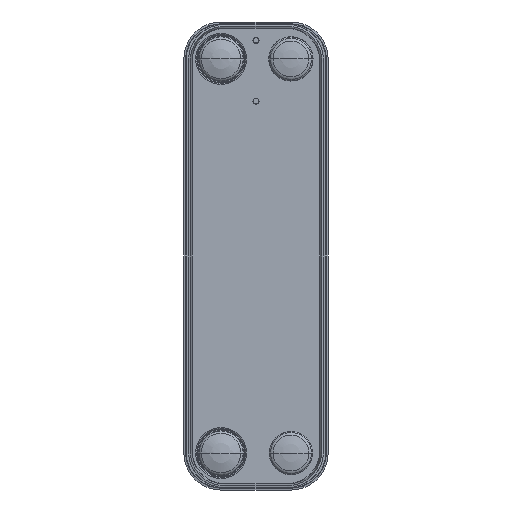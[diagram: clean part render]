
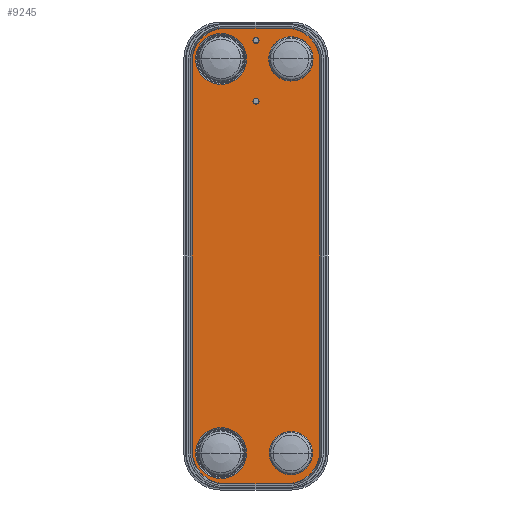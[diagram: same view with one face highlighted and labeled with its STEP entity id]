
A CAD part, front view. The second image highlights one B-rep face of the part: STEP entity #9245.
In plain terms, the highlighted planar face has unit normal (0, -1, 0).
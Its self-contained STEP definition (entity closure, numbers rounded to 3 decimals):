
#5978=CARTESIAN_POINT('',(-46.,-2.5,-259.5));
#5979=DIRECTION('',(0.,1.,0.));
#5980=DIRECTION('',(1.,0.,0.));
#5981=AXIS2_PLACEMENT_3D('',#5978,#5979,#5980);
#5983=CARTESIAN_POINT('',(-46.,-2.5,-259.5));
#5984=DIRECTION('',(0.,-1.,0.));
#5985=DIRECTION('',(1.,0.,0.));
#5986=AXIS2_PLACEMENT_3D('',#5983,#5984,#5985);
#5988=CARTESIAN_POINT('',(-46.,-2.5,259.5));
#5989=DIRECTION('',(0.,-1.,0.));
#5990=DIRECTION('',(1.,0.,0.));
#5991=AXIS2_PLACEMENT_3D('',#5988,#5989,#5990);
#5993=CARTESIAN_POINT('',(-46.,-2.5,259.5));
#5994=DIRECTION('',(0.,1.,0.));
#5995=DIRECTION('',(1.,0.,0.));
#5996=AXIS2_PLACEMENT_3D('',#5993,#5994,#5995);
#5998=DIRECTION('',(-1.,0.,0.));
#5999=VECTOR('',#5998,82.4);
#6000=CARTESIAN_POINT('',(41.2,-2.5,-299.758));
#6001=LINE('',#6000,#5999);
#6002=CARTESIAN_POINT('',(-41.2,-2.5,-257.2));
#6003=DIRECTION('',(0.,1.,0.));
#6004=DIRECTION('',(0.,0.,-1.));
#6005=AXIS2_PLACEMENT_3D('',#6002,#6003,#6004);
#6007=DIRECTION('',(0.,0.,1.));
#6008=VECTOR('',#6007,514.4);
#6009=CARTESIAN_POINT('',(-83.758,-2.5,-257.2));
#6010=LINE('',#6009,#6008);
#6011=CARTESIAN_POINT('',(-41.2,-2.5,257.2));
#6012=DIRECTION('',(0.,1.,0.));
#6013=DIRECTION('',(-1.,0.,0.));
#6014=AXIS2_PLACEMENT_3D('',#6011,#6012,#6013);
#6016=DIRECTION('',(1.,0.,0.));
#6017=VECTOR('',#6016,82.4);
#6018=CARTESIAN_POINT('',(-41.2,-2.5,299.758));
#6019=LINE('',#6018,#6017);
#6020=CARTESIAN_POINT('',(41.2,-2.5,257.2));
#6021=DIRECTION('',(0.,1.,0.));
#6022=DIRECTION('',(0.,0.,1.));
#6023=AXIS2_PLACEMENT_3D('',#6020,#6021,#6022);
#6025=DIRECTION('',(0.,0.,-1.));
#6026=VECTOR('',#6025,514.4);
#6027=CARTESIAN_POINT('',(83.758,-2.5,257.2));
#6028=LINE('',#6027,#6026);
#6029=CARTESIAN_POINT('',(41.2,-2.5,-257.2));
#6030=DIRECTION('',(0.,1.,0.));
#6031=DIRECTION('',(1.,0.,0.));
#6032=AXIS2_PLACEMENT_3D('',#6029,#6030,#6031);
#6034=CARTESIAN_POINT('',(46.,-2.5,-259.5));
#6035=DIRECTION('',(0.,1.,0.));
#6036=DIRECTION('',(-1.,0.,0.));
#6037=AXIS2_PLACEMENT_3D('',#6034,#6035,#6036);
#6039=CARTESIAN_POINT('',(46.,-2.5,-259.5));
#6040=DIRECTION('',(0.,1.,0.));
#6041=DIRECTION('',(1.,0.,0.));
#6042=AXIS2_PLACEMENT_3D('',#6039,#6040,#6041);
#6316=CARTESIAN_POINT('',(46.,-2.5,259.5));
#6317=DIRECTION('',(0.,-1.,0.));
#6318=DIRECTION('',(-1.,0.,0.));
#6319=AXIS2_PLACEMENT_3D('',#6316,#6317,#6318);
#6326=CARTESIAN_POINT('',(46.,-2.5,259.5));
#6327=DIRECTION('',(0.,1.,0.));
#6328=DIRECTION('',(-1.,0.,0.));
#6329=AXIS2_PLACEMENT_3D('',#6326,#6327,#6328);
#6443=CARTESIAN_POINT('',(41.2,-2.5,-299.758));
#6445=VERTEX_POINT('',#6443);
#6451=CARTESIAN_POINT('',(-41.2,-2.5,-299.758));
#6453=VERTEX_POINT('',#6451);
#6459=CARTESIAN_POINT('',(-83.758,-2.5,-257.2));
#6461=VERTEX_POINT('',#6459);
#6467=CARTESIAN_POINT('',(-83.758,-2.5,257.2));
#6469=VERTEX_POINT('',#6467);
#6475=CARTESIAN_POINT('',(-41.2,-2.5,299.758));
#6477=VERTEX_POINT('',#6475);
#6483=CARTESIAN_POINT('',(41.2,-2.5,299.758));
#6485=VERTEX_POINT('',#6483);
#6491=CARTESIAN_POINT('',(83.758,-2.5,257.2));
#6493=VERTEX_POINT('',#6491);
#6499=CARTESIAN_POINT('',(83.758,-2.5,-257.2));
#6501=VERTEX_POINT('',#6499);
#6530=CARTESIAN_POINT('',(16.808,-2.5,259.5));
#6532=VERTEX_POINT('',#6530);
#6546=CARTESIAN_POINT('',(75.192,-2.5,259.5));
#6548=VERTEX_POINT('',#6546);
#6574=CARTESIAN_POINT('',(-12.51,-2.5,-259.5));
#6575=CARTESIAN_POINT('',(-79.49,-2.5,-259.5));
#6576=VERTEX_POINT('',#6574);
#6577=VERTEX_POINT('',#6575);
#6666=CARTESIAN_POINT('',(17.555,-2.5,-259.5));
#6667=CARTESIAN_POINT('',(74.445,-2.5,-259.5));
#6668=VERTEX_POINT('',#6666);
#6669=VERTEX_POINT('',#6667);
#6690=CARTESIAN_POINT('',(-12.51,-2.5,259.5));
#6691=CARTESIAN_POINT('',(-79.49,-2.5,259.5));
#6692=VERTEX_POINT('',#6690);
#6693=VERTEX_POINT('',#6691);
#9206=CARTESIAN_POINT('',(41.2,-2.5,-299.758));
#9207=DIRECTION('',(0.,-1.,0.));
#9208=DIRECTION('',(0.,0.,1.));
#9209=AXIS2_PLACEMENT_3D('',#9206,#9207,#9208);
#9210=PLANE('',#9209);
#9211=ORIENTED_EDGE('',*,*,#6893,.T.);
#9212=ORIENTED_EDGE('',*,*,#6997,.T.);
#9213=ORIENTED_EDGE('',*,*,#6983,.T.);
#9214=ORIENTED_EDGE('',*,*,#6968,.T.);
#9215=ORIENTED_EDGE('',*,*,#6953,.T.);
#9216=ORIENTED_EDGE('',*,*,#6938,.T.);
#9217=ORIENTED_EDGE('',*,*,#6923,.T.);
#9218=ORIENTED_EDGE('',*,*,#6908,.T.);
#9219=EDGE_LOOP('',(#9211,#9212,#9213,#9214,#9215,#9216,#9217,#9218));
#9220=FACE_OUTER_BOUND('',#9219,.F.);
#9222=ORIENTED_EDGE('',*,*,#9221,.F.);
#9224=ORIENTED_EDGE('',*,*,#9223,.T.);
#9225=EDGE_LOOP('',(#9222,#9224));
#9226=FACE_BOUND('',#9225,.F.);
#9228=ORIENTED_EDGE('',*,*,#9227,.T.);
#9230=ORIENTED_EDGE('',*,*,#9229,.F.);
#9231=EDGE_LOOP('',(#9228,#9230));
#9232=FACE_BOUND('',#9231,.F.);
#9234=ORIENTED_EDGE('',*,*,#9233,.T.);
#9236=ORIENTED_EDGE('',*,*,#9235,.F.);
#9237=EDGE_LOOP('',(#9234,#9236));
#9238=FACE_BOUND('',#9237,.F.);
#9240=ORIENTED_EDGE('',*,*,#9239,.F.);
#9242=ORIENTED_EDGE('',*,*,#9241,.F.);
#9243=EDGE_LOOP('',(#9240,#9242));
#9244=FACE_BOUND('',#9243,.F.);
#9245=ADVANCED_FACE('',(#9220,#9226,#9232,#9238,#9244),#9210,.T.);
#5982=CIRCLE('',#5981,33.49);
#5987=CIRCLE('',#5986,33.49);
#5992=CIRCLE('',#5991,33.49);
#5997=CIRCLE('',#5996,33.49);
#6006=CIRCLE('',#6005,42.558);
#6015=CIRCLE('',#6014,42.558);
#6024=CIRCLE('',#6023,42.558);
#6033=CIRCLE('',#6032,42.558);
#6038=CIRCLE('',#6037,28.445);
#6043=CIRCLE('',#6042,28.445);
#6320=CIRCLE('',#6319,29.192);
#6330=CIRCLE('',#6329,29.192);
#6893=EDGE_CURVE('',#6445,#6453,#6001,.T.);
#6908=EDGE_CURVE('',#6501,#6445,#6033,.T.);
#6923=EDGE_CURVE('',#6493,#6501,#6028,.T.);
#6938=EDGE_CURVE('',#6485,#6493,#6024,.T.);
#6953=EDGE_CURVE('',#6477,#6485,#6019,.T.);
#6968=EDGE_CURVE('',#6469,#6477,#6015,.T.);
#6983=EDGE_CURVE('',#6461,#6469,#6010,.T.);
#6997=EDGE_CURVE('',#6453,#6461,#6006,.T.);
#9221=EDGE_CURVE('',#6576,#6577,#5982,.T.);
#9223=EDGE_CURVE('',#6576,#6577,#5987,.T.);
#9227=EDGE_CURVE('',#6692,#6693,#5992,.T.);
#9229=EDGE_CURVE('',#6692,#6693,#5997,.T.);
#9233=EDGE_CURVE('',#6532,#6548,#6320,.T.);
#9235=EDGE_CURVE('',#6532,#6548,#6330,.T.);
#9239=EDGE_CURVE('',#6668,#6669,#6038,.T.);
#9241=EDGE_CURVE('',#6669,#6668,#6043,.T.);
